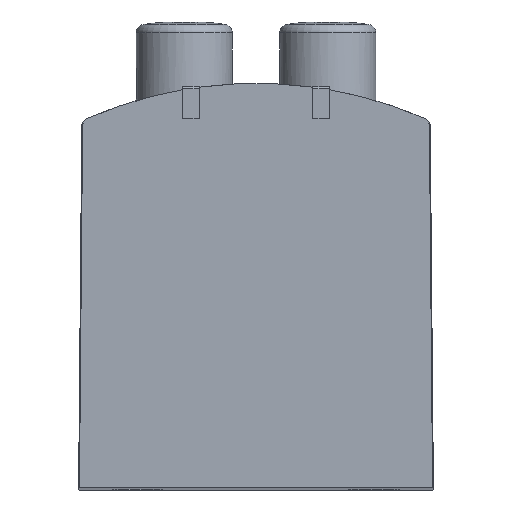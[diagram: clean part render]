
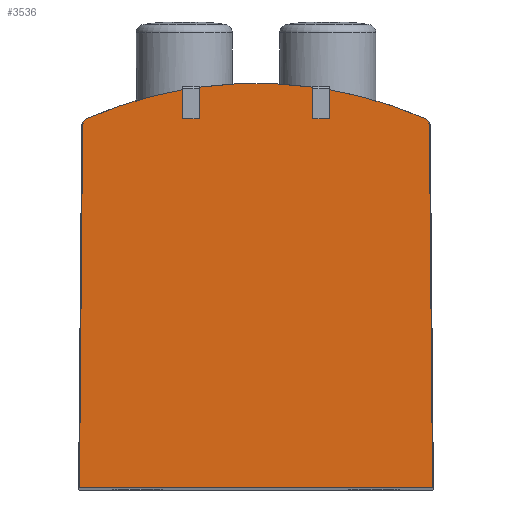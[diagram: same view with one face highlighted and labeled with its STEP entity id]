
A CAD part, top view. The second image highlights one B-rep face of the part: STEP entity #3536.
In plain terms, the highlighted planar face has unit normal (0, 0, 1).
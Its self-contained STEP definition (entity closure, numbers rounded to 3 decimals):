
#26=PLANE('',#3734);
#200=LINE('',#4984,#440);
#201=LINE('',#4986,#441);
#202=LINE('',#4988,#442);
#203=LINE('',#4989,#443);
#204=LINE('',#4991,#444);
#205=LINE('',#4993,#445);
#206=LINE('',#4996,#446);
#207=LINE('',#4998,#447);
#208=LINE('',#5000,#448);
#440=VECTOR('',#4110,1000.);
#441=VECTOR('',#4111,1000.);
#442=VECTOR('',#4112,1000.);
#443=VECTOR('',#4113,1000.);
#444=VECTOR('',#4114,1000.);
#445=VECTOR('',#4115,1000.);
#446=VECTOR('',#4118,1000.);
#447=VECTOR('',#4119,1000.);
#448=VECTOR('',#4120,1000.);
#752=ORIENTED_EDGE('',*,*,#1482,.F.);
#753=ORIENTED_EDGE('',*,*,#1483,.T.);
#754=ORIENTED_EDGE('',*,*,#1484,.T.);
#755=ORIENTED_EDGE('',*,*,#1403,.F.);
#756=ORIENTED_EDGE('',*,*,#1485,.F.);
#757=ORIENTED_EDGE('',*,*,#1486,.T.);
#758=ORIENTED_EDGE('',*,*,#1487,.T.);
#759=ORIENTED_EDGE('',*,*,#1399,.F.);
#760=ORIENTED_EDGE('',*,*,#1488,.F.);
#761=ORIENTED_EDGE('',*,*,#1489,.T.);
#762=ORIENTED_EDGE('',*,*,#1490,.T.);
#763=ORIENTED_EDGE('',*,*,#1491,.T.);
#764=ORIENTED_EDGE('',*,*,#1492,.F.);
#765=ORIENTED_EDGE('',*,*,#1395,.F.);
#1395=EDGE_CURVE('',#1765,#1766,#2011,.F.);
#1399=EDGE_CURVE('',#1769,#1770,#2013,.F.);
#1403=EDGE_CURVE('',#1773,#1774,#2015,.F.);
#1482=EDGE_CURVE('',#1840,#1765,#200,.T.);
#1483=EDGE_CURVE('',#1840,#1841,#201,.T.);
#1484=EDGE_CURVE('',#1841,#1774,#202,.T.);
#1485=EDGE_CURVE('',#1842,#1773,#203,.T.);
#1486=EDGE_CURVE('',#1842,#1843,#204,.T.);
#1487=EDGE_CURVE('',#1843,#1770,#205,.T.);
#1488=EDGE_CURVE('',#1844,#1769,#2036,.F.);
#1489=EDGE_CURVE('',#1844,#1845,#206,.T.);
#1490=EDGE_CURVE('',#1845,#1846,#207,.T.);
#1491=EDGE_CURVE('',#1846,#1847,#208,.T.);
#1492=EDGE_CURVE('',#1766,#1847,#2037,.F.);
#1765=VERTEX_POINT('',#4765);
#1766=VERTEX_POINT('',#4767);
#1769=VERTEX_POINT('',#4773);
#1770=VERTEX_POINT('',#4775);
#1773=VERTEX_POINT('',#4781);
#1774=VERTEX_POINT('',#4783);
#1840=VERTEX_POINT('',#4985);
#1841=VERTEX_POINT('',#4987);
#1842=VERTEX_POINT('',#4990);
#1843=VERTEX_POINT('',#4992);
#1844=VERTEX_POINT('',#4995);
#1845=VERTEX_POINT('',#4997);
#1846=VERTEX_POINT('',#4999);
#1847=VERTEX_POINT('',#5001);
#2011=CIRCLE('',#3683,50.1);
#2013=CIRCLE('',#3685,50.1);
#2015=CIRCLE('',#3687,50.1);
#2036=CIRCLE('',#3735,1.);
#2037=CIRCLE('',#3736,1.);
#2125=EDGE_LOOP('',(#752,#753,#754,#755,#756,#757,#758,#759,#760,#761,#762,
#763,#764,#765));
#2303=FACE_BOUND('',#2125,.T.);
#3536=ADVANCED_FACE('',(#2303),#26,.T.);
#3683=AXIS2_PLACEMENT_3D('',#4766,#3965,#3966);
#3685=AXIS2_PLACEMENT_3D('',#4774,#3971,#3972);
#3687=AXIS2_PLACEMENT_3D('',#4782,#3977,#3978);
#3734=AXIS2_PLACEMENT_3D('',#4983,#4108,#4109);
#3735=AXIS2_PLACEMENT_3D('',#4994,#4116,#4117);
#3736=AXIS2_PLACEMENT_3D('',#5002,#4121,#4122);
#3965=DIRECTION('',(0.,0.,1.));
#3966=DIRECTION('',(1.,0.,0.));
#3971=DIRECTION('',(0.,0.,1.));
#3972=DIRECTION('',(1.,0.,0.));
#3977=DIRECTION('',(0.,0.,1.));
#3978=DIRECTION('',(1.,0.,0.));
#4108=DIRECTION('',(0.,0.,1.));
#4109=DIRECTION('',(1.,0.,0.));
#4110=DIRECTION('',(0.,1.,0.));
#4111=DIRECTION('',(-1.,0.,0.));
#4112=DIRECTION('',(0.,1.,0.));
#4113=DIRECTION('',(0.,1.,0.));
#4114=DIRECTION('',(-1.,0.,0.));
#4115=DIRECTION('',(0.,1.,0.));
#4116=DIRECTION('',(0.,0.,1.));
#4117=DIRECTION('',(1.,0.,0.));
#4118=DIRECTION('',(-0.009,-1.,0.));
#4119=DIRECTION('',(1.,0.,0.));
#4120=DIRECTION('',(-0.009,1.,0.));
#4121=DIRECTION('',(0.,0.,1.));
#4122=DIRECTION('',(1.,0.,0.));
#4765=CARTESIAN_POINT('',(8.663,47.145,68.9));
#4766=CARTESIAN_POINT('',(0.,-2.2,68.9));
#4767=CARTESIAN_POINT('',(19.924,43.768,68.9));
#4773=CARTESIAN_POINT('',(-19.924,43.768,68.9));
#4774=CARTESIAN_POINT('',(0.,-2.2,68.9));
#4775=CARTESIAN_POINT('',(-8.663,47.145,68.9));
#4781=CARTESIAN_POINT('',(-6.737,47.445,68.9));
#4782=CARTESIAN_POINT('',(0.,-2.2,68.9));
#4783=CARTESIAN_POINT('',(6.737,47.445,68.9));
#4983=CARTESIAN_POINT('',(0.,0.,68.9));
#4984=CARTESIAN_POINT('',(8.663,0.,68.9));
#4985=CARTESIAN_POINT('',(8.663,43.7,68.9));
#4986=CARTESIAN_POINT('',(0.,43.7,68.9));
#4987=CARTESIAN_POINT('',(6.737,43.7,68.9));
#4988=CARTESIAN_POINT('',(6.737,0.,68.9));
#4989=CARTESIAN_POINT('',(-6.737,0.,68.9));
#4990=CARTESIAN_POINT('',(-6.737,43.7,68.9));
#4991=CARTESIAN_POINT('',(0.,43.7,68.9));
#4992=CARTESIAN_POINT('',(-8.663,43.7,68.9));
#4993=CARTESIAN_POINT('',(-8.663,0.,68.9));
#4994=CARTESIAN_POINT('',(-19.526,42.85,68.9));
#4995=CARTESIAN_POINT('',(-20.526,42.859,68.9));
#4996=CARTESIAN_POINT('',(-20.898,0.182,68.9));
#4997=CARTESIAN_POINT('',(-20.9,0.,68.9));
#4998=CARTESIAN_POINT('',(-21.,0.,68.9));
#4999=CARTESIAN_POINT('',(20.9,0.,68.9));
#5000=CARTESIAN_POINT('',(20.898,0.182,68.9));
#5001=CARTESIAN_POINT('',(20.526,42.859,68.9));
#5002=CARTESIAN_POINT('',(19.526,42.85,68.9));
